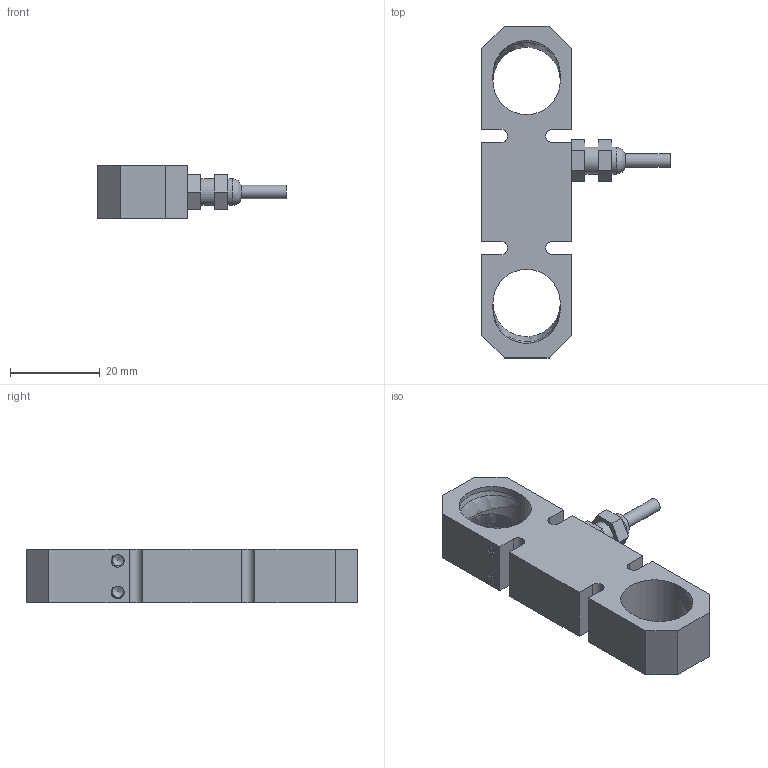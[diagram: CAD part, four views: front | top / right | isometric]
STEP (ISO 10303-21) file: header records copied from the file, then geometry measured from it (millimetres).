
FILE_DESCRIPTION(/* description */ (''),/* implementation_level */ '2;1');
FILE_NAME(/* name */ '110BH-1t v5.step',/* time_stamp */ '2020-02-03T09:58:18-08:00',/* author */ (''),/* organization */ (''),/* preprocessor_version */ 'ST-DEVELOPER v18',/* originating_system */ 'Autodesk Translation Framework v8.12.0.6',/* authorisation */ '');
FILE_SCHEMA (('AUTOMOTIVE_DESIGN { 1 0 10303 214 3 1 1 }'));
Length unit declared in the file: millimetre
Products named in the file (2): 110BH-1t; Connector v2
Assembly tree (1 placements, depth 2):
  110BH-1t
    Connector v2
Bounding box: 42.03 x 74 x 12 mm (x, y, z)
Volume: 12289.6 mm3; surface area: 6635.8 mm2
Topology: 2 solids, 2 shells, 189 faces, 500 edges, 303 vertices
Faces by surface type: cylinder 99, plane 52, bspline 33, cone 5
Full cylindrical faces by diameter (mm): 2.529 x36, 3 x1, 3.086 x32, 4 x2, 6 x2, 15 x2
Entity records: 11216 total; most frequent: CARTESIAN_POINT 7048, ORIENTED_EDGE 958, DIRECTION 672, EDGE_CURVE 479, VERTEX_POINT 303, AXIS2_PLACEMENT_3D 230, LINE 212, VECTOR 212
